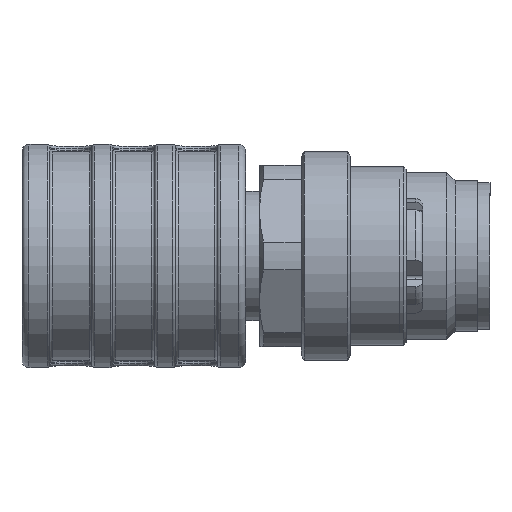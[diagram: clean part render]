
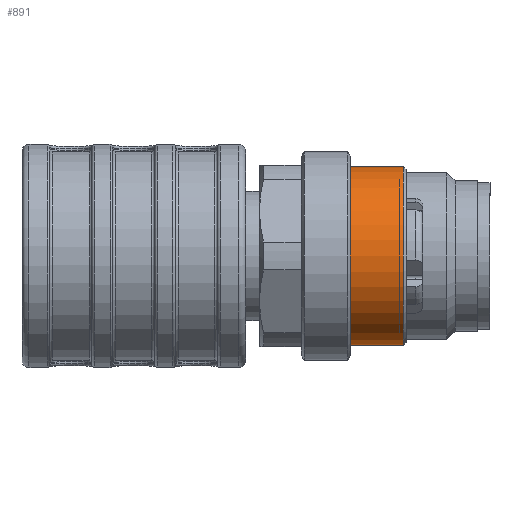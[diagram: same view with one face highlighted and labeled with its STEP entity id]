
A CAD part, left-side view. The second image highlights one B-rep face of the part: STEP entity #891.
In plain terms, the highlighted cylindrical face has radius 6.4 mm (diameter 12.8 mm), a full revolution.
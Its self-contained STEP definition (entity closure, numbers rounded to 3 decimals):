
#426=FACE_BOUND('',#2198,.T.);
#427=FACE_BOUND('',#2199,.T.);
#607=CYLINDRICAL_SURFACE('',#9837,6.4);
#891=ADVANCED_FACE('',(#426,#427),#607,.T.);
#2198=EDGE_LOOP('',(#4731));
#2199=EDGE_LOOP('',(#4732));
#4731=ORIENTED_EDGE('',*,*,#7989,.T.);
#4732=ORIENTED_EDGE('',*,*,#7990,.T.);
#7000=VERTEX_POINT('',#14236);
#7001=VERTEX_POINT('',#14239);
#7989=EDGE_CURVE('',#7000,#7000,#9163,.T.);
#7990=EDGE_CURVE('',#7001,#7001,#9164,.T.);
#9163=CIRCLE('',#9834,6.4);
#9164=CIRCLE('',#9836,6.4);
#9834=AXIS2_PLACEMENT_3D('',#14235,#11343,#11344);
#9836=AXIS2_PLACEMENT_3D('',#14238,#11347,#11348);
#9837=AXIS2_PLACEMENT_3D('',#14240,#11349,#11350);
#11343=DIRECTION('',(0.,1.,0.));
#11344=DIRECTION('',(1.,0.,0.));
#11347=DIRECTION('',(0.,-1.,0.));
#11348=DIRECTION('',(0.,0.,-1.));
#11349=DIRECTION('',(0.,-1.,0.));
#11350=DIRECTION('',(0.,0.,1.));
#14235=CARTESIAN_POINT('',(37.901,-19.3,0.));
#14236=CARTESIAN_POINT('',(44.301,-19.3,0.));
#14238=CARTESIAN_POINT('',(37.901,-15.5,0.));
#14239=CARTESIAN_POINT('',(37.901,-15.5,-6.4));
#14240=CARTESIAN_POINT('',(37.901,-19.5,0.));
